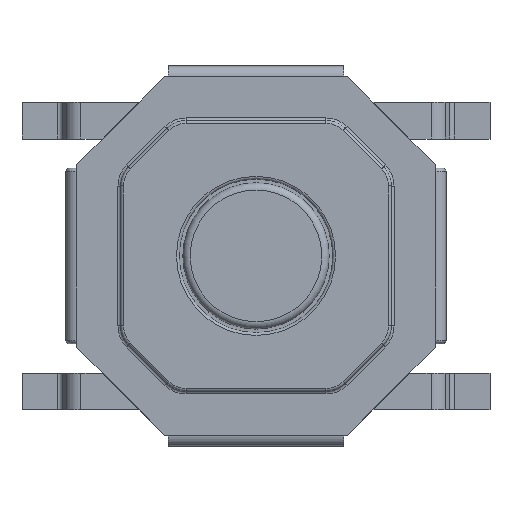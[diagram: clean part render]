
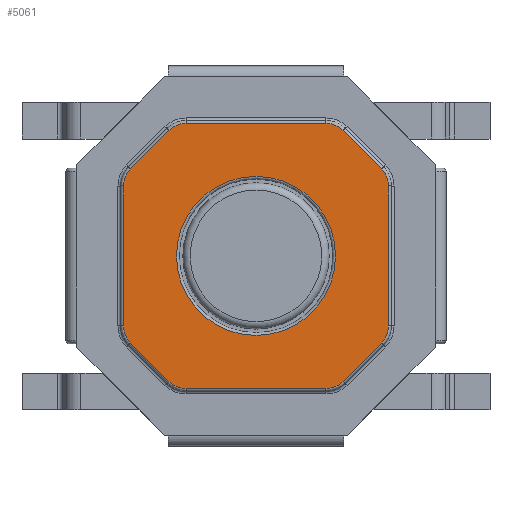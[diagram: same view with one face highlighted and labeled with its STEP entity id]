
A CAD part, top view. The second image highlights one B-rep face of the part: STEP entity #5061.
In plain terms, the highlighted planar face has unit normal (0, 0, 1).
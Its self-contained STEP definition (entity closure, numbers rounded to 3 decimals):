
#4658 = VERTEX_POINT('',#4659);
#4659 = CARTESIAN_POINT('',(-1.192,-1.715,1.2));
#4668 = VERTEX_POINT('',#4669);
#4669 = CARTESIAN_POINT('',(-0.957,-1.813,1.2));
#4676 = EDGE_CURVE('',#4658,#4668,#4677,.T.);
#4677 = CIRCLE('',#4678,0.333);
#4678 = AXIS2_PLACEMENT_3D('',#4679,#4680,#4681);
#4679 = CARTESIAN_POINT('',(-0.957,-1.48,1.2));
#4680 = DIRECTION('',(0.,0.,1.));
#4681 = DIRECTION('',(-0.707,-0.707,
0.));
#4692 = VERTEX_POINT('',#4693);
#4693 = CARTESIAN_POINT('',(-1.715,-1.192,1.2));
#4700 = EDGE_CURVE('',#4692,#4658,#4701,.T.);
#4701 = LINE('',#4702,#4703);
#4702 = CARTESIAN_POINT('',(-1.715,-1.192,1.2));
#4703 = VECTOR('',#4704,1.);
#4704 = DIRECTION('',(0.707,-0.707,0.));
#4717 = VERTEX_POINT('',#4718);
#4718 = CARTESIAN_POINT('',(-1.813,-0.957,1.2));
#4727 = EDGE_CURVE('',#4717,#4692,#4728,.T.);
#4728 = CIRCLE('',#4729,0.333);
#4729 = AXIS2_PLACEMENT_3D('',#4730,#4731,#4732);
#4730 = CARTESIAN_POINT('',(-1.48,-0.957,1.2));
#4731 = DIRECTION('',(0.,0.,1.));
#4732 = DIRECTION('',(-1.,0.,0.));
#4743 = VERTEX_POINT('',#4744);
#4744 = CARTESIAN_POINT('',(-1.813,0.957,1.2));
#4751 = EDGE_CURVE('',#4743,#4717,#4752,.T.);
#4752 = LINE('',#4753,#4754);
#4753 = CARTESIAN_POINT('',(-1.813,0.957,1.2));
#4754 = VECTOR('',#4755,1.);
#4755 = DIRECTION('',(0.,-1.,0.));
#4768 = VERTEX_POINT('',#4769);
#4769 = CARTESIAN_POINT('',(-1.715,1.192,1.2));
#4778 = EDGE_CURVE('',#4768,#4743,#4779,.T.);
#4779 = CIRCLE('',#4780,0.333);
#4780 = AXIS2_PLACEMENT_3D('',#4781,#4782,#4783);
#4781 = CARTESIAN_POINT('',(-1.48,0.957,1.2));
#4782 = DIRECTION('',(0.,0.,1.));
#4783 = DIRECTION('',(-0.707,0.707,
0.));
#4794 = VERTEX_POINT('',#4795);
#4795 = CARTESIAN_POINT('',(-1.192,1.715,1.2));
#4802 = EDGE_CURVE('',#4794,#4768,#4803,.T.);
#4803 = LINE('',#4804,#4805);
#4804 = CARTESIAN_POINT('',(-1.192,1.715,1.2));
#4805 = VECTOR('',#4806,1.);
#4806 = DIRECTION('',(-0.707,-0.707,
0.));
#4819 = VERTEX_POINT('',#4820);
#4820 = CARTESIAN_POINT('',(-0.957,1.813,1.2));
#4829 = EDGE_CURVE('',#4819,#4794,#4830,.T.);
#4830 = CIRCLE('',#4831,0.333);
#4831 = AXIS2_PLACEMENT_3D('',#4832,#4833,#4834);
#4832 = CARTESIAN_POINT('',(-0.957,1.48,1.2));
#4833 = DIRECTION('',(0.,0.,1.));
#4834 = DIRECTION('',(0.,1.,0.));
#4845 = VERTEX_POINT('',#4846);
#4846 = CARTESIAN_POINT('',(0.957,1.813,1.2));
#4853 = EDGE_CURVE('',#4845,#4819,#4854,.T.);
#4854 = LINE('',#4855,#4856);
#4855 = CARTESIAN_POINT('',(0.957,1.813,1.2));
#4856 = VECTOR('',#4857,1.);
#4857 = DIRECTION('',(-1.,0.,0.));
#4870 = VERTEX_POINT('',#4871);
#4871 = CARTESIAN_POINT('',(1.192,1.715,1.2));
#4880 = EDGE_CURVE('',#4870,#4845,#4881,.T.);
#4881 = CIRCLE('',#4882,0.333);
#4882 = AXIS2_PLACEMENT_3D('',#4883,#4884,#4885);
#4883 = CARTESIAN_POINT('',(0.957,1.48,1.2));
#4884 = DIRECTION('',(0.,0.,1.));
#4885 = DIRECTION('',(0.707,0.707,0.
));
#4896 = VERTEX_POINT('',#4897);
#4897 = CARTESIAN_POINT('',(1.715,1.192,1.2));
#4904 = EDGE_CURVE('',#4896,#4870,#4905,.T.);
#4905 = LINE('',#4906,#4907);
#4906 = CARTESIAN_POINT('',(1.715,1.192,1.2));
#4907 = VECTOR('',#4908,1.);
#4908 = DIRECTION('',(-0.707,0.707,0.));
#4921 = VERTEX_POINT('',#4922);
#4922 = CARTESIAN_POINT('',(1.813,0.957,1.2));
#4931 = EDGE_CURVE('',#4921,#4896,#4932,.T.);
#4932 = CIRCLE('',#4933,0.333);
#4933 = AXIS2_PLACEMENT_3D('',#4934,#4935,#4936);
#4934 = CARTESIAN_POINT('',(1.48,0.957,1.2));
#4935 = DIRECTION('',(0.,0.,1.));
#4936 = DIRECTION('',(1.,0.,0.));
#4947 = VERTEX_POINT('',#4948);
#4948 = CARTESIAN_POINT('',(1.813,-0.957,1.2));
#4955 = EDGE_CURVE('',#4947,#4921,#4956,.T.);
#4956 = LINE('',#4957,#4958);
#4957 = CARTESIAN_POINT('',(1.813,-0.957,1.2));
#4958 = VECTOR('',#4959,1.);
#4959 = DIRECTION('',(0.,1.,0.));
#4972 = VERTEX_POINT('',#4973);
#4973 = CARTESIAN_POINT('',(1.715,-1.192,1.2));
#4982 = EDGE_CURVE('',#4972,#4947,#4983,.T.);
#4983 = CIRCLE('',#4984,0.333);
#4984 = AXIS2_PLACEMENT_3D('',#4985,#4986,#4987);
#4985 = CARTESIAN_POINT('',(1.48,-0.957,1.2));
#4986 = DIRECTION('',(0.,0.,1.));
#4987 = DIRECTION('',(0.707,-0.707,0.
));
#4998 = VERTEX_POINT('',#4999);
#4999 = CARTESIAN_POINT('',(1.192,-1.715,1.2));
#5006 = EDGE_CURVE('',#4998,#4972,#5007,.T.);
#5007 = LINE('',#5008,#5009);
#5008 = CARTESIAN_POINT('',(1.192,-1.715,1.2));
#5009 = VECTOR('',#5010,1.);
#5010 = DIRECTION('',(0.707,0.707,0.
));
#5023 = VERTEX_POINT('',#5024);
#5024 = CARTESIAN_POINT('',(0.957,-1.813,1.2));
#5033 = EDGE_CURVE('',#5023,#4998,#5034,.T.);
#5034 = CIRCLE('',#5035,0.333);
#5035 = AXIS2_PLACEMENT_3D('',#5036,#5037,#5038);
#5036 = CARTESIAN_POINT('',(0.957,-1.48,1.2));
#5037 = DIRECTION('',(0.,0.,1.));
#5038 = DIRECTION('',(0.,-1.,0.));
#5049 = EDGE_CURVE('',#4668,#5023,#5050,.T.);
#5050 = LINE('',#5051,#5052);
#5051 = CARTESIAN_POINT('',(-0.957,-1.813,1.2));
#5052 = VECTOR('',#5053,1.);
#5053 = DIRECTION('',(1.,0.,0.));
#5061 = ADVANCED_FACE('',(#5062,#5073),#5091,.T.);
#5062 = FACE_BOUND('',#5063,.T.);
#5063 = EDGE_LOOP('',(#5064));
#5064 = ORIENTED_EDGE('',*,*,#5065,.F.);
#5065 = EDGE_CURVE('',#5066,#5066,#5068,.T.);
#5066 = VERTEX_POINT('',#5067);
#5067 = CARTESIAN_POINT('',(0.,1.088,1.2));
#5068 = CIRCLE('',#5069,1.088);
#5069 = AXIS2_PLACEMENT_3D('',#5070,#5071,#5072);
#5070 = CARTESIAN_POINT('',(0.,0.,1.2));
#5071 = DIRECTION('',(0.,0.,1.));
#5072 = DIRECTION('',(0.,1.,0.));
#5073 = FACE_BOUND('',#5074,.T.);
#5074 = EDGE_LOOP('',(#5075,#5076,#5077,#5078,#5079,#5080,#5081,#5082,
#5083,#5084,#5085,#5086,#5087,#5088,#5089,#5090));
#5075 = ORIENTED_EDGE('',*,*,#4880,.T.);
#5076 = ORIENTED_EDGE('',*,*,#4853,.T.);
#5077 = ORIENTED_EDGE('',*,*,#4829,.T.);
#5078 = ORIENTED_EDGE('',*,*,#4802,.T.);
#5079 = ORIENTED_EDGE('',*,*,#4778,.T.);
#5080 = ORIENTED_EDGE('',*,*,#4751,.T.);
#5081 = ORIENTED_EDGE('',*,*,#4727,.T.);
#5082 = ORIENTED_EDGE('',*,*,#4700,.T.);
#5083 = ORIENTED_EDGE('',*,*,#4676,.T.);
#5084 = ORIENTED_EDGE('',*,*,#5049,.T.);
#5085 = ORIENTED_EDGE('',*,*,#5033,.T.);
#5086 = ORIENTED_EDGE('',*,*,#5006,.T.);
#5087 = ORIENTED_EDGE('',*,*,#4982,.T.);
#5088 = ORIENTED_EDGE('',*,*,#4955,.T.);
#5089 = ORIENTED_EDGE('',*,*,#4931,.T.);
#5090 = ORIENTED_EDGE('',*,*,#4904,.T.);
#5091 = PLANE('',#5092);
#5092 = AXIS2_PLACEMENT_3D('',#5093,#5094,#5095);
#5093 = CARTESIAN_POINT('',(0.,0.,1.2)
);
#5094 = DIRECTION('',(0.,0.,1.));
#5095 = DIRECTION('',(0.,1.,0.));
